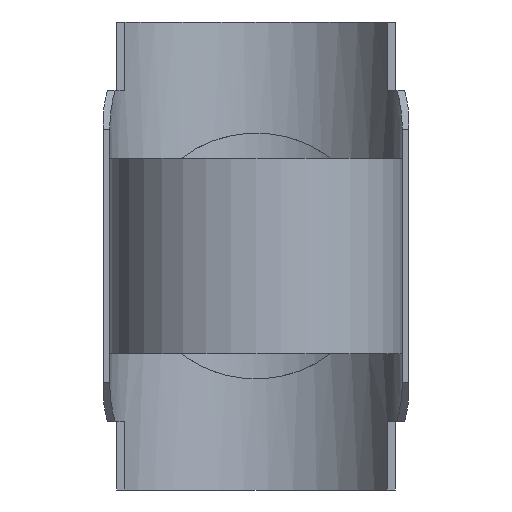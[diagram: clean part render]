
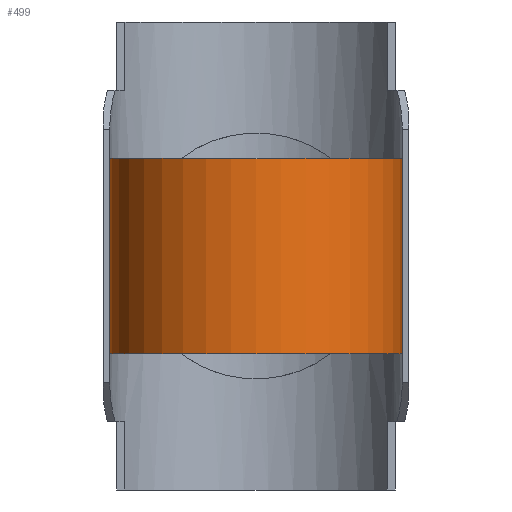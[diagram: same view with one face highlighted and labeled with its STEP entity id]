
A CAD part, front view. The second image highlights one B-rep face of the part: STEP entity #499.
In plain terms, the highlighted cylindrical face has radius 45 mm (diameter 90 mm), a partial arc.
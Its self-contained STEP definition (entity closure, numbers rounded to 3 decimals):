
#251 = EDGE_CURVE( '', #547, #311, #683, .T. );
#311 = VERTEX_POINT( '', #752 );
#387 = VERTEX_POINT( '', #831 );
#453 = EDGE_CURVE( '', #387, #511, #905, .T. );
#499 = ADVANCED_FACE( '', ( #960 ), #961, .T. );
#511 = VERTEX_POINT( '', #974 );
#547 = VERTEX_POINT( '', #1011 );
#581 = EDGE_CURVE( '', #311, #511, #1046, .T. );
#635 = EDGE_CURVE( '', #387, #547, #1105, .T. );
#683 = CIRCLE( '', #1209, 45. );
#752 = CARTESIAN_POINT( '', ( 45., 0., -30. ) );
#831 = CARTESIAN_POINT( '', ( -45., 0., 30. ) );
#905 = CIRCLE( '', #1619, 45. );
#960 = FACE_OUTER_BOUND( '', #1722, .T. );
#961 = CYLINDRICAL_SURFACE( '', #1723, 45. );
#974 = CARTESIAN_POINT( '', ( 45., 0., 30. ) );
#1011 = CARTESIAN_POINT( '', ( -45., 0., -30. ) );
#1046 = LINE( '', #1923, #1924 );
#1105 = LINE( '', #2143, #2144 );
#1209 = AXIS2_PLACEMENT_3D( '', #2177, #2178, #2179 );
#1619 = AXIS2_PLACEMENT_3D( '', #2446, #2447, #2448 );
#1722 = EDGE_LOOP( '', ( #2535, #2536, #2537, #2538 ) );
#1723 = AXIS2_PLACEMENT_3D( '', #2539, #2540, #2541 );
#1923 = CARTESIAN_POINT( '', ( 45., 0., 0. ) );
#1924 = VECTOR( '', #2606, 1. );
#2143 = CARTESIAN_POINT( '', ( -45., 0., 0. ) );
#2144 = VECTOR( '', #2673, 1. );
#2177 = CARTESIAN_POINT( '', ( 0., 0., -30. ) );
#2178 = DIRECTION( '', ( 0., 0., 1. ) );
#2179 = DIRECTION( '', ( 1., 0., 0. ) );
#2446 = CARTESIAN_POINT( '', ( 0., 0., 30. ) );
#2447 = DIRECTION( '', ( 0., 0., 1. ) );
#2448 = DIRECTION( '', ( 1., 0., 0. ) );
#2535 = ORIENTED_EDGE( '', *, *, #581, .T. );
#2536 = ORIENTED_EDGE( '', *, *, #453, .F. );
#2537 = ORIENTED_EDGE( '', *, *, #635, .T. );
#2538 = ORIENTED_EDGE( '', *, *, #251, .T. );
#2539 = CARTESIAN_POINT( '', ( 0., 0., 30. ) );
#2540 = DIRECTION( '', ( 0., 0., 1. ) );
#2541 = DIRECTION( '', ( 1., 0., 0. ) );
#2606 = DIRECTION( '', ( 0., 0., 1. ) );
#2673 = DIRECTION( '', ( 0., 0., -1. ) );
